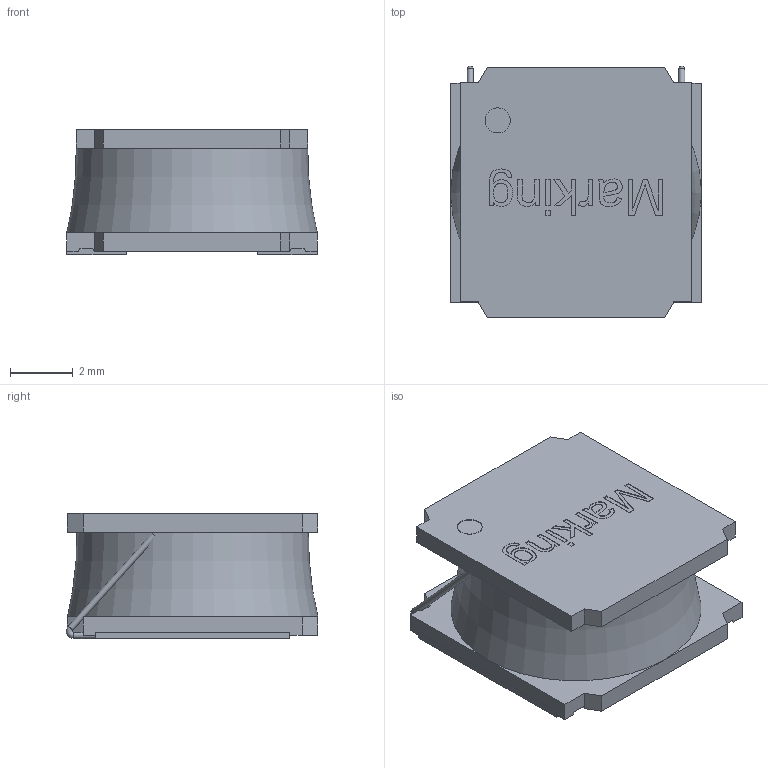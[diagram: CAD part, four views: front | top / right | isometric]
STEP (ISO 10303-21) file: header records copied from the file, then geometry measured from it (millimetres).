
FILE_DESCRIPTION(/* description */ (''),/* implementation_level */ '2;1');
FILE_NAME(/* name */ 'L_Wurth_WE-LQSH-8040.step.step',/* time_stamp */ '2023-09-16T20:50:35-05:00',/* author */ (''),/* organization */ (''),/* preprocessor_version */ 'ST-DEVELOPER v20',/* originating_system */ 'Autodesk Translation Framework v12.9.0.99',/* authorisation */ '');
FILE_SCHEMA (('AUTOMOTIVE_DESIGN { 1 0 10303 214 3 1 1 }'));
Length unit declared in the file: millimetre
Products named in the file (2): L_Wurth_WE-LQSH-8040; L_Wurth_WE-LQSH-4020
Assembly tree (1 placements, depth 2):
  L_Wurth_WE-LQSH-8040
    L_Wurth_WE-LQSH-4020
Bounding box: 8 x 8.04 x 4 mm (x, y, z)
Volume: 196.5 mm3; surface area: 522.4 mm2
Topology: 6 solids, 6 shells, 161 faces, 396 edges, 260 vertices
Faces by surface type: plane 129, cylinder 16, bspline 13, torus 3
Full cylindrical faces by diameter (mm): 0.2 x4, 0.8 x1, 4 x2
Entity records: 5148 total; most frequent: CARTESIAN_POINT 1161, ORIENTED_EDGE 792, DIRECTION 709, EDGE_CURVE 396, LINE 333, VECTOR 333, VERTEX_POINT 260, AXIS2_PLACEMENT_3D 188
